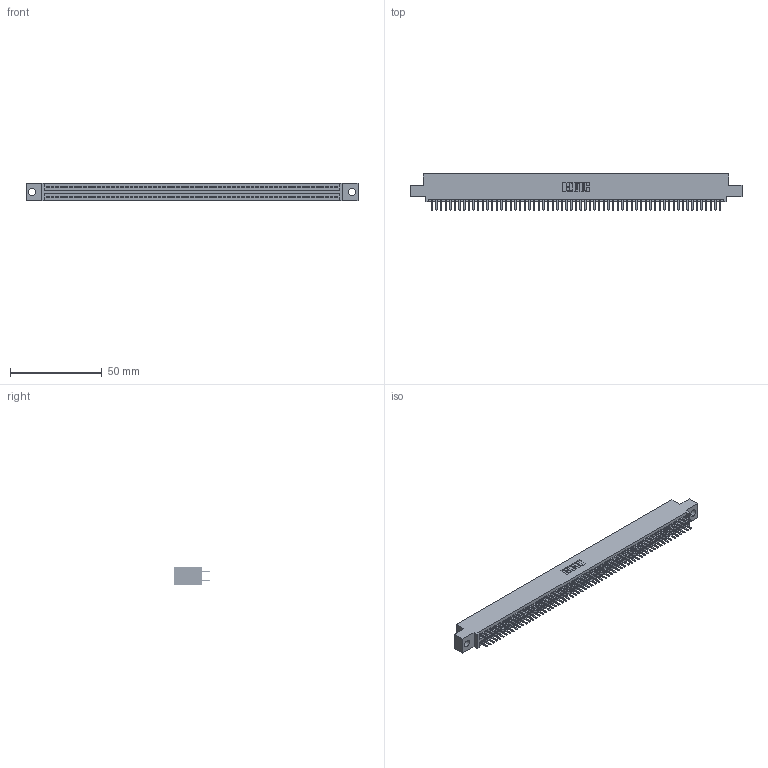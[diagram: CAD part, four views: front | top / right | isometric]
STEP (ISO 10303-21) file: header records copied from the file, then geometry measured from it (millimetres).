
FILE_DESCRIPTION (( 'STEP AP203' ), '1' );
FILE_NAME ('345-126-520-504.STEP', '2018-10-19T12:34:13', ( '' ), ( '' ), 'SwSTEP 2.0', 'SolidWorks 2016', '' );
FILE_SCHEMA (( 'CONFIG_CONTROL_DESIGN' ));
Length unit declared in the file: inch
Products named in the file (3): 345-126-520-504; 345-292-001_345-293-120; 345 Part_0.110 Offset - 0.156 Dia-TH
Assembly tree (127 placements, depth 2):
  345-126-520-504
    345 Part_0.110 Offset - 0.156 Dia-TH
    345-292-001_345-293-120  x126
Bounding box: 181.23 x 19.68 x 9.4 mm (x, y, z)
Volume: 17583.1 mm3; surface area: 26187.7 mm2
Topology: 127 solids, 127 shells, 6934 faces, 20135 edges, 13086 vertices
Faces by surface type: plane 4494, cylinder 2440
Entity records: 46853 total; most frequent: CARTESIAN_POINT 7848, ORIENTED_EDGE 7770, DIRECTION 6881, EDGE_CURVE 3885, LINE 3497, VECTOR 3497, VERTEX_POINT 2586, AXIS2_PLACEMENT_3D 1692
